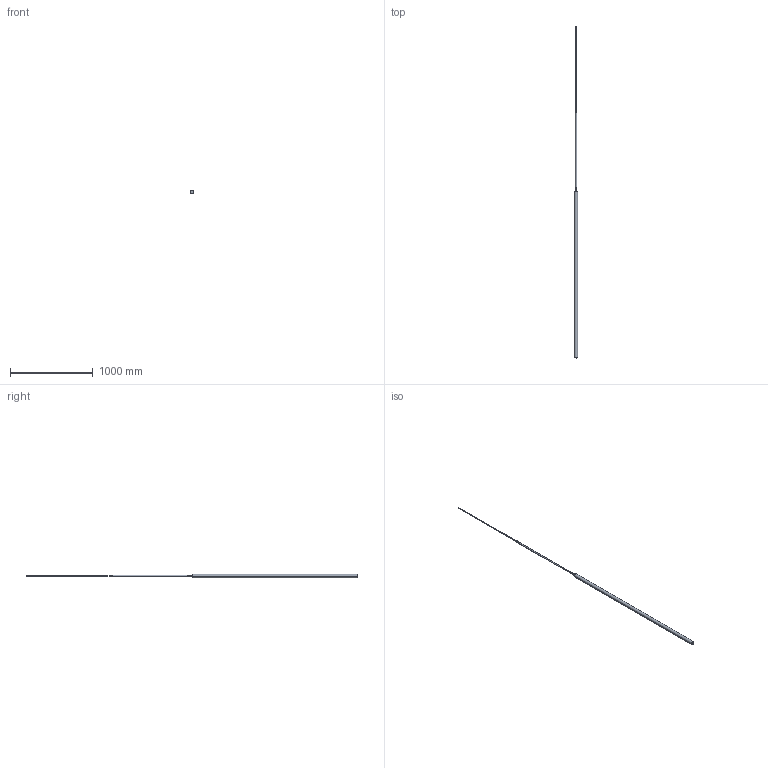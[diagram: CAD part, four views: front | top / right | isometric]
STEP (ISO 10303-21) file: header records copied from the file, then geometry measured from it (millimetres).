
FILE_DESCRIPTION(('CoCreate Modeling STEP Export'),'2;1');
FILE_NAME('011967_1-5402864.step','2013-04-30T 8:31:38',(''),(''),'CoCreate Modeling STEP processor for AP214 (Solid Model)','CoCreate Modeling 16.00B 02-Dec-2008 (C) Parametric Technology GmbH','');
FILE_SCHEMA(('AUTOMOTIVE_DESIGN { 1 0 10303 214 1 1 1 1 }'));
Length unit declared in the file: millimetre
Products named in the file (1): Standrohr
Bounding box: 40 x 4000 x 40 mm (x, y, z)
Volume: 2793276.4 mm3; surface area: 335536.4 mm2
Topology: 1 solids, 1 shells, 101 faces, 170 edges, 71 vertices
Faces by surface type: plane 75, cylinder 16, torus 6, cone 4
Entity records: 2096 total; most frequent: DIRECTION 392, ORIENTED_EDGE 336, CARTESIAN_POINT 313, EDGE_CURVE 168, AXIS2_PLACEMENT_3D 150, EDGE_LOOP 103, FACE_OUTER_BOUND 101, ADVANCED_FACE 101
